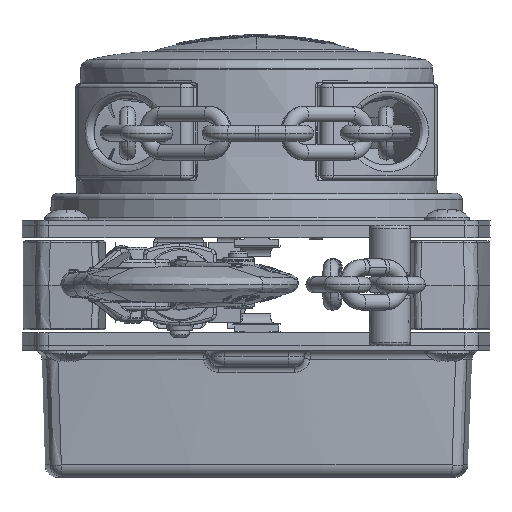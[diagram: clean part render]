
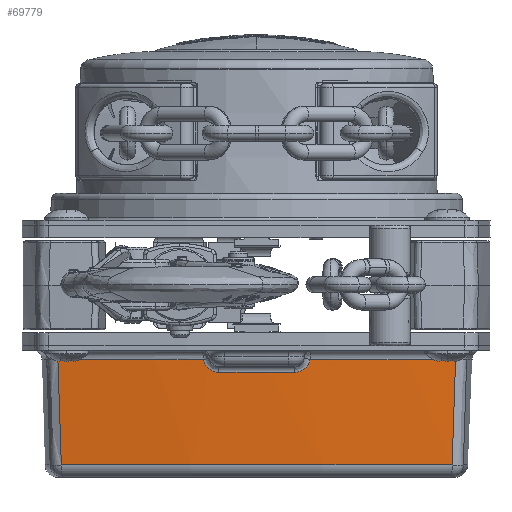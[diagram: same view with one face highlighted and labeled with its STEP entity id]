
A CAD part, front view. The second image highlights one B-rep face of the part: STEP entity #69779.
In plain terms, the highlighted conical face has half-angle 2 degrees and reference radius 538 mm.
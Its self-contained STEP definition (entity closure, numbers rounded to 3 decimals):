
#28680 = CARTESIAN_POINT ( 'NONE',  ( 16.843, -44.635, -38.395 ) ) ;
#29374 = DIRECTION ( 'NONE',  ( 1., 0., 0. ) ) ;
#29378 = DIRECTION ( 'NONE',  ( 0., 0., -1. ) ) ;
#29385 = CARTESIAN_POINT ( 'NONE',  ( 0., 493., -38.395 ) ) ;
#29391 = AXIS2_PLACEMENT_3D ( 'NONE', #29385, #29378, #29374 ) ;
#29394 = CIRCLE ( 'NONE', #29391, 537.899 ) ;
#29653 = CARTESIAN_POINT ( 'NONE',  ( 11.956, -44.625, -42.43 ) ) ;
#29669 = CARTESIAN_POINT ( 'NONE',  ( -11.956, -44.625, -42.43 ) ) ;
#29737 = B_SPLINE_CURVE_WITH_KNOTS ( 'NONE', 3,
 ( #29793, #29792, #29791, #29790, #29789, #29788, #29787, #29786, #29785, #29784, #29783, #29782 ),
 .UNSPECIFIED., .F., .F.,
 ( 4, 2, 2, 2, 2, 4 ),
 ( 0., 0.002, 0.003, 0.004, 0.005, 0.007 ),
 .UNSPECIFIED. ) ;
#29761 = CONICAL_SURFACE ( 'NONE', #29809, 538., 0.035 ) ;
#29763 = DIRECTION ( 'NONE',  ( 0., 0., 1. ) ) ;
#29782 = CARTESIAN_POINT ( 'NONE',  ( 11.956, -44.625, -42.43 ) ) ;
#29783 = CARTESIAN_POINT ( 'NONE',  ( 12.534, -44.612, -42.43 ) ) ;
#29784 = CARTESIAN_POINT ( 'NONE',  ( 13.094, -44.602, -42.332 ) ) ;
#29785 = CARTESIAN_POINT ( 'NONE',  ( 13.907, -44.592, -42.04 ) ) ;
#29786 = CARTESIAN_POINT ( 'NONE',  ( 14.168, -44.589, -41.919 ) ) ;
#29787 = CARTESIAN_POINT ( 'NONE',  ( 14.664, -44.586, -41.637 ) ) ;
#29788 = CARTESIAN_POINT ( 'NONE',  ( 14.899, -44.585, -41.474 ) ) ;
#29789 = CARTESIAN_POINT ( 'NONE',  ( 15.566, -44.585, -40.923 ) ) ;
#29790 = CARTESIAN_POINT ( 'NONE',  ( 15.938, -44.59, -40.489 ) ) ;
#29791 = CARTESIAN_POINT ( 'NONE',  ( 16.528, -44.607, -39.496 ) ) ;
#29792 = CARTESIAN_POINT ( 'NONE',  ( 16.732, -44.619, -38.962 ) ) ;
#29793 = CARTESIAN_POINT ( 'NONE',  ( 16.843, -44.635, -38.395 ) ) ;
#29801 = DIRECTION ( 'NONE',  ( 1., 0., 0. ) ) ;
#29807 = CARTESIAN_POINT ( 'NONE',  ( 0., 493., -35.5 ) ) ;
#29809 = AXIS2_PLACEMENT_3D ( 'NONE', #29807, #29763, #29801 ) ;
#29810 = FACE_OUTER_BOUND ( 'NONE', #71158, .T. ) ;
#30868 = DIRECTION ( 'NONE',  ( 0., 0., -1. ) ) ;
#30875 = CARTESIAN_POINT ( 'NONE',  ( 0., 493., -38.395 ) ) ;
#30879 = DIRECTION ( 'NONE',  ( 1., 0., 0. ) ) ;
#30880 = AXIS2_PLACEMENT_3D ( 'NONE', #30875, #30868, #30879 ) ;
#30881 = CIRCLE ( 'NONE', #30880, 537.899 ) ;
#31036 = CARTESIAN_POINT ( 'NONE',  ( -16.843, -44.635, -38.395 ) ) ;
#31041 = CARTESIAN_POINT ( 'NONE',  ( -16.843, -44.635, -38.395 ) ) ;
#31042 = CARTESIAN_POINT ( 'NONE',  ( -16.732, -44.619, -38.962 ) ) ;
#31043 = CARTESIAN_POINT ( 'NONE',  ( -16.529, -44.607, -39.493 ) ) ;
#31044 = CARTESIAN_POINT ( 'NONE',  ( -16.089, -44.594, -40.236 ) ) ;
#31045 = CARTESIAN_POINT ( 'NONE',  ( -15.921, -44.591, -40.47 ) ) ;
#31046 = CARTESIAN_POINT ( 'NONE',  ( -15.55, -44.586, -40.904 ) ) ;
#31047 = CARTESIAN_POINT ( 'NONE',  ( -15.347, -44.585, -41.104 ) ) ;
#31048 = CARTESIAN_POINT ( 'NONE',  ( -14.902, -44.585, -41.472 ) ) ;
#31049 = CARTESIAN_POINT ( 'NONE',  ( -14.666, -44.586, -41.635 ) ) ;
#31050 = CARTESIAN_POINT ( 'NONE',  ( -14.171, -44.589, -41.918 ) ) ;
#31051 = CARTESIAN_POINT ( 'NONE',  ( -13.911, -44.592, -42.038 ) ) ;
#31052 = CARTESIAN_POINT ( 'NONE',  ( -13.097, -44.602, -42.332 ) ) ;
#31053 = CARTESIAN_POINT ( 'NONE',  ( -12.534, -44.612, -42.43 ) ) ;
#31054 = CARTESIAN_POINT ( 'NONE',  ( -11.956, -44.625, -42.43 ) ) ;
#31056 = CARTESIAN_POINT ( 'NONE',  ( 0., 493., -42.43 ) ) ;
#31059 = B_SPLINE_CURVE_WITH_KNOTS ( 'NONE', 3,
 ( #31054, #31053, #31052, #31051, #31050, #31049, #31048, #31047, #31046, #31045, #31044, #31043, #31042, #31041 ),
 .UNSPECIFIED., .F., .F.,
 ( 4, 2, 2, 2, 2, 2, 4 ),
 ( 0., 0.002, 0.003, 0.003, 0.004, 0.005, 0.007 ),
 .UNSPECIFIED. ) ;
#31074 = DIRECTION ( 'NONE',  ( -1., 0., 0. ) ) ;
#31075 = DIRECTION ( 'NONE',  ( 0., 0., -1. ) ) ;
#31086 = AXIS2_PLACEMENT_3D ( 'NONE', #31056, #31075, #31074 ) ;
#31088 = CIRCLE ( 'NONE', #31086, 537.758 ) ;
#35571 = VERTEX_POINT ( 'NONE', #62024 ) ;
#35573 = VERTEX_POINT ( 'NONE', #62030 ) ;
#35629 = VERTEX_POINT ( 'NONE', #62088 ) ;
#35635 = EDGE_CURVE ( 'NONE', #35573, #35571, #62114, .T. ) ;
#35673 = VERTEX_POINT ( 'NONE', #62241 ) ;
#35696 = EDGE_CURVE ( 'NONE', #35571, #35629, #62326, .T. ) ;
#35824 = EDGE_CURVE ( 'NONE', #35629, #35673, #62834, .T. ) ;
#62024 = CARTESIAN_POINT ( 'NONE',  ( -61.607, -40.191, -71.64 ) ) ;
#62030 = CARTESIAN_POINT ( 'NONE',  ( -62.686, -41.234, -38.395 ) ) ;
#62088 = CARTESIAN_POINT ( 'NONE',  ( 61.607, -40.191, -71.64 ) ) ;
#62114 = B_SPLINE_CURVE_WITH_KNOTS ( 'NONE', 3,
 ( #62153, #62152, #62151, #62150 ),
 .UNSPECIFIED., .F., .F.,
 ( 4, 4 ),
 ( 0.003, 0.036 ),
 .UNSPECIFIED. ) ;
#62150 = CARTESIAN_POINT ( 'NONE',  ( -61.607, -40.191, -71.64 ) ) ;
#62151 = CARTESIAN_POINT ( 'NONE',  ( -61.967, -40.539, -60.558 ) ) ;
#62152 = CARTESIAN_POINT ( 'NONE',  ( -62.327, -40.886, -49.477 ) ) ;
#62153 = CARTESIAN_POINT ( 'NONE',  ( -62.686, -41.234, -38.395 ) ) ;
#62241 = CARTESIAN_POINT ( 'NONE',  ( 62.686, -41.234, -38.395 ) ) ;
#62316 = DIRECTION ( 'NONE',  ( 1., 0., 0. ) ) ;
#62317 = DIRECTION ( 'NONE',  ( 0., 0., 1. ) ) ;
#62322 = CARTESIAN_POINT ( 'NONE',  ( 0., 493., -71.64 ) ) ;
#62323 = AXIS2_PLACEMENT_3D ( 'NONE', #62322, #62317, #62316 ) ;
#62326 = CIRCLE ( 'NONE', #62323, 536.738 ) ;
#62829 = CARTESIAN_POINT ( 'NONE',  ( 62.686, -41.234, -38.395 ) ) ;
#62830 = CARTESIAN_POINT ( 'NONE',  ( 62.327, -40.886, -49.477 ) ) ;
#62831 = CARTESIAN_POINT ( 'NONE',  ( 61.967, -40.539, -60.558 ) ) ;
#62832 = CARTESIAN_POINT ( 'NONE',  ( 61.607, -40.191, -71.64 ) ) ;
#62834 = B_SPLINE_CURVE_WITH_KNOTS ( 'NONE', 3,
 ( #62832, #62831, #62830, #62829 ),
 .UNSPECIFIED., .F., .F.,
 ( 4, 4 ),
 ( 0., 0.033 ),
 .UNSPECIFIED. ) ;
#63954 = VERTEX_POINT ( 'NONE', #28680 ) ;
#68683 = VERTEX_POINT ( 'NONE', #29669 ) ;
#68783 = VERTEX_POINT ( 'NONE', #29653 ) ;
#69370 = EDGE_CURVE ( 'NONE', #63954, #68783, #29737, .T. ) ;
#69779 = ADVANCED_FACE ( 'NONE', ( #29810 ), #29761, .T. ) ;
#69866 = ORIENTED_EDGE ( 'NONE', *, *, #69370, .T. ) ;
#70157 = ORIENTED_EDGE ( 'NONE', *, *, #35635, .T. ) ;
#70448 = ORIENTED_EDGE ( 'NONE', *, *, #71245, .T. ) ;
#70509 = ORIENTED_EDGE ( 'NONE', *, *, #75572, .T. ) ;
#71158 = EDGE_LOOP ( 'NONE', ( #70448, #69866, #72887, #70509, #74713, #70157, #71716, #74103 ) ) ;
#71245 = EDGE_CURVE ( 'NONE', #35673, #63954, #29394, .T. ) ;
#71716 = ORIENTED_EDGE ( 'NONE', *, *, #35696, .T. ) ;
#72887 = ORIENTED_EDGE ( 'NONE', *, *, #76073, .T. ) ;
#74103 = ORIENTED_EDGE ( 'NONE', *, *, #35824, .T. ) ;
#74713 = ORIENTED_EDGE ( 'NONE', *, *, #74795, .T. ) ;
#74795 = EDGE_CURVE ( 'NONE', #75584, #35573, #30881, .T. ) ;
#75572 = EDGE_CURVE ( 'NONE', #68683, #75584, #31059, .T. ) ;
#75584 = VERTEX_POINT ( 'NONE', #31036 ) ;
#76073 = EDGE_CURVE ( 'NONE', #68783, #68683, #31088, .T. ) ;
